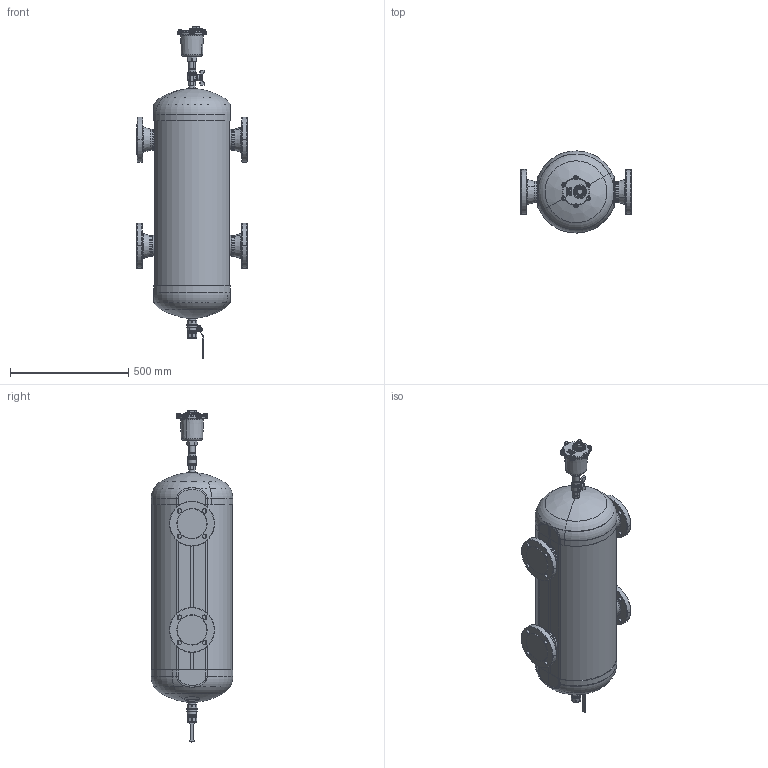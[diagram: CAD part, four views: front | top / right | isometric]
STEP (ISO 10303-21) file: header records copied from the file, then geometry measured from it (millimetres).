
FILE_DESCRIPTION(('CATIA V5 STEP Exchange'),'2;1');
FILE_NAME('STEP_549582A_-_TST.stp','2018-11-19T10:50:31+00:00',('none'),('none'),'CATIA Version 5-6 Release 2016 SP4','CATIA V5 STEP AP203','none');
FILE_SCHEMA(('CONFIG_CONTROL_DESIGN'));
Length unit declared in the file: millimetre
Products named in the file (1): 549582A - TST
Bounding box: 470 x 346.58 x 1405.35 mm (x, y, z)
Volume: 86798292.7 mm3; surface area: 1808010.2 mm2
Topology: 1 solids, 7 shells, 2584 faces, 6117 edges, 3474 vertices
Faces by surface type: cylinder 887, bspline 525, plane 496, torus 283, cone 270, sphere 102, revolution 21
Entity records: 106408 total; most frequent: CARTESIAN_POINT 56076, ORIENTED_EDGE 11934, DIRECTION 7175, EDGE_CURVE 5967, AXIS2_PLACEMENT_3D 3578, VERTEX_POINT 3474, EDGE_LOOP 2715, ADVANCED_FACE 2584
